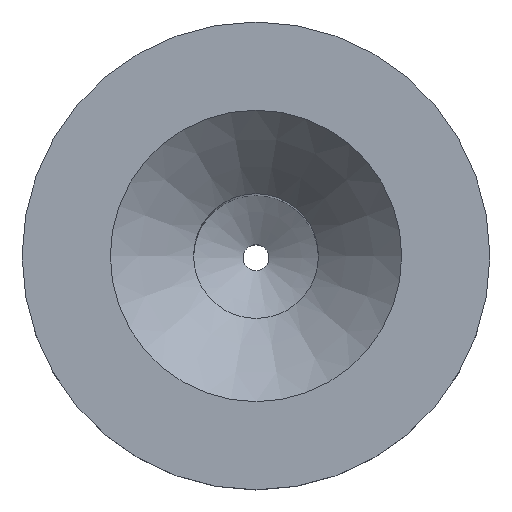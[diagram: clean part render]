
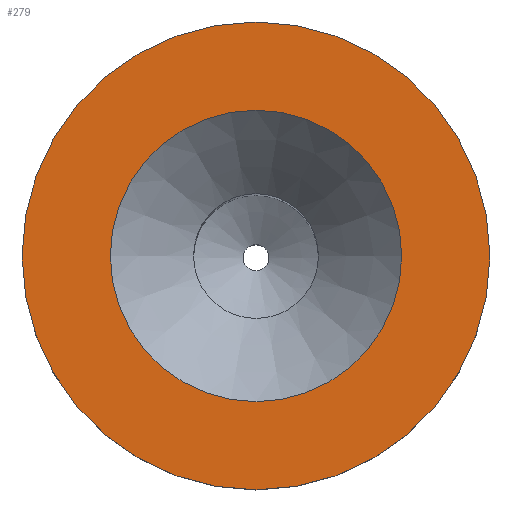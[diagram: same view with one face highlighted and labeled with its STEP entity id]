
A CAD part, top view. The second image highlights one B-rep face of the part: STEP entity #279.
In plain terms, the highlighted planar face has unit normal (0, 0, 1).
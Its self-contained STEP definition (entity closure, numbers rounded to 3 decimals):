
#20=FACE_BOUND('',#83,.T.);
#33=CIRCLE('',#317,22.5);
#34=CIRCLE('',#319,14.015);
#45=PLANE('',#318);
#63=FACE_OUTER_BOUND('',#82,.T.);
#82=EDGE_LOOP('',(#248));
#83=EDGE_LOOP('',(#249));
#147=VERTEX_POINT('',#607);
#148=VERTEX_POINT('',#611);
#180=EDGE_CURVE('',#147,#147,#33,.T.);
#182=EDGE_CURVE('',#148,#148,#34,.T.);
#248=ORIENTED_EDGE('',*,*,#180,.T.);
#249=ORIENTED_EDGE('',*,*,#182,.F.);
#279=ADVANCED_FACE('',(#63,#20),#45,.T.);
#317=AXIS2_PLACEMENT_3D('',#608,#381,#382);
#318=AXIS2_PLACEMENT_3D('',#610,#384,#385);
#319=AXIS2_PLACEMENT_3D('',#612,#386,#387);
#381=DIRECTION('center_axis',(0.,0.,1.));
#382=DIRECTION('ref_axis',(1.,0.,0.));
#384=DIRECTION('center_axis',(0.,0.,1.));
#385=DIRECTION('ref_axis',(1.,0.,0.));
#386=DIRECTION('center_axis',(0.,0.,1.));
#387=DIRECTION('ref_axis',(1.,0.,0.));
#607=CARTESIAN_POINT('',(-22.5,0.,110.));
#608=CARTESIAN_POINT('Origin',(0.,0.,110.));
#610=CARTESIAN_POINT('Origin',(14.015,0.,110.));
#611=CARTESIAN_POINT('',(-14.015,0.,110.));
#612=CARTESIAN_POINT('Origin',(0.,0.,110.));
